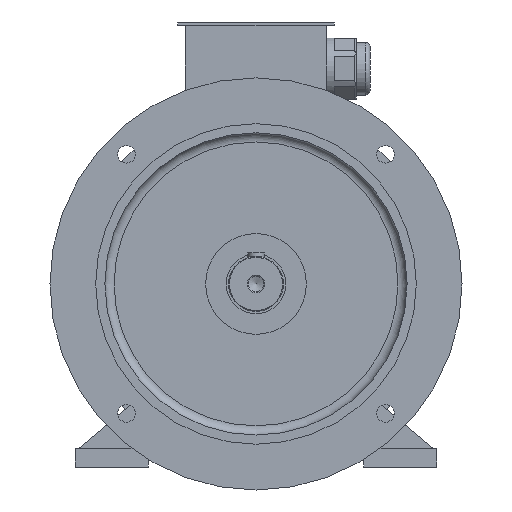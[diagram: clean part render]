
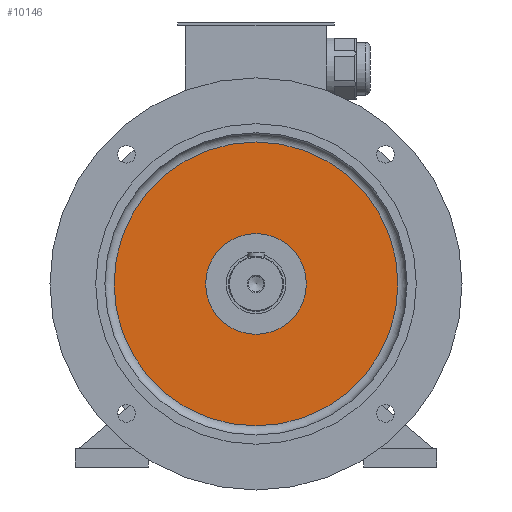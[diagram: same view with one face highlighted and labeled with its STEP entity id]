
A CAD part, front view. The second image highlights one B-rep face of the part: STEP entity #10146.
In plain terms, the highlighted planar face has unit normal (0, -1, 0).
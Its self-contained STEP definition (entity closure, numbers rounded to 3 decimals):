
#1590=PLANE('',#10586);
#1920=ORIENTED_EDGE('',*,*,#4113,.T.);
#1921=ORIENTED_EDGE('',*,*,#4093,.T.);
#4093=EDGE_CURVE('',#5198,#5198,#5947,.T.);
#4113=EDGE_CURVE('',#5218,#5218,#5963,.T.);
#5198=VERTEX_POINT('',#13476);
#5218=VERTEX_POINT('',#13748);
#5947=CIRCLE('',#10557,55.);
#5963=CIRCLE('',#10585,155.);
#6279=EDGE_LOOP('',(#1920));
#6280=EDGE_LOOP('',(#1921));
#6754=FACE_BOUND('',#6279,.T.);
#6755=FACE_BOUND('',#6280,.T.);
#10146=ADVANCED_FACE('',(#6754,#6755),#1590,.F.);
#10557=AXIS2_PLACEMENT_3D('',#13475,#11304,#11305);
#10585=AXIS2_PLACEMENT_3D('',#13747,#11362,#11363);
#10586=AXIS2_PLACEMENT_3D('',#13749,#11364,#11365);
#11304=DIRECTION('',(0.,1.,0.));
#11305=DIRECTION('',(1.,0.,0.));
#11362=DIRECTION('',(0.,-1.,0.));
#11363=DIRECTION('',(0.,0.,-1.));
#11364=DIRECTION('',(0.,1.,0.));
#11365=DIRECTION('',(0.,0.,1.));
#13475=CARTESIAN_POINT('',(0.,-40.,0.));
#13476=CARTESIAN_POINT('',(55.,-40.,0.));
#13747=CARTESIAN_POINT('',(0.,-40.,0.));
#13748=CARTESIAN_POINT('',(0.,-40.,-155.));
#13749=CARTESIAN_POINT('',(0.,-40.,0.));
